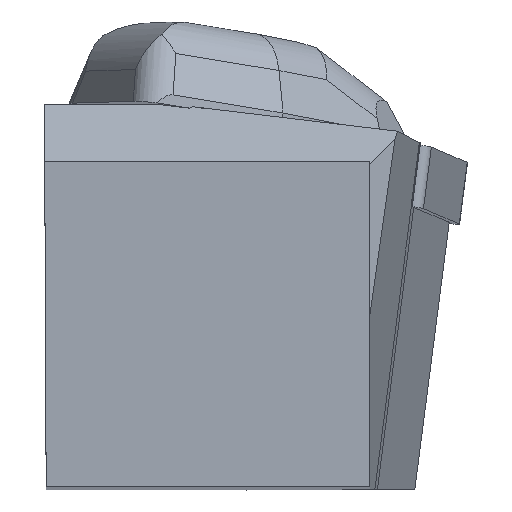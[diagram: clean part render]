
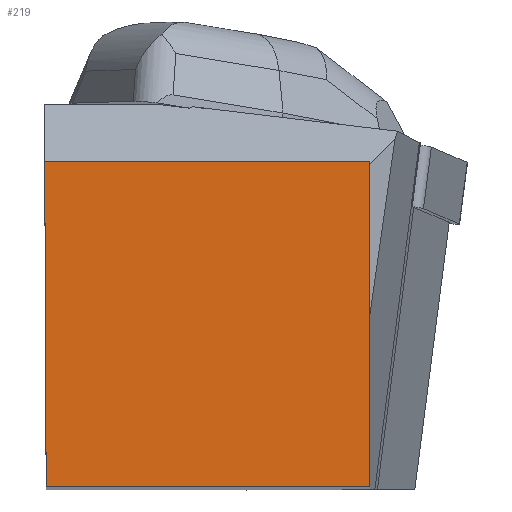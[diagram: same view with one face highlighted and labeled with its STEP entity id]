
A CAD part, top view. The second image highlights one B-rep face of the part: STEP entity #219.
In plain terms, the highlighted planar face has unit normal (0, 0, 1).
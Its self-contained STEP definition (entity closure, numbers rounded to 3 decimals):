
#152=FACE_OUTER_BOUND('',#620,.T.);
#219=ADVANCED_FACE('BLANK_BOXF006',(#152),#279,.F.);
#279=PLANE('',#1473);
#370=LINE('',#2137,#506);
#376=LINE('',#2148,#512);
#381=LINE('',#2162,#517);
#383=LINE('',#2166,#519);
#506=VECTOR('',#1692,1.);
#512=VECTOR('',#1700,1.);
#517=VECTOR('',#1717,1.);
#519=VECTOR('',#1721,1.);
#620=EDGE_LOOP('',(#812,#813,#814,#815));
#812=ORIENTED_EDGE('',*,*,#1235,.T.);
#813=ORIENTED_EDGE('',*,*,#1245,.T.);
#814=ORIENTED_EDGE('',*,*,#1243,.T.);
#815=ORIENTED_EDGE('',*,*,#1229,.T.);
#1090=VERTEX_POINT('',#2136);
#1091=VERTEX_POINT('',#2138);
#1094=VERTEX_POINT('',#2147);
#1098=VERTEX_POINT('',#2163);
#1229=EDGE_CURVE('',#1091,#1090,#370,.T.);
#1235=EDGE_CURVE('',#1090,#1094,#376,.T.);
#1243=EDGE_CURVE('',#1098,#1091,#381,.T.);
#1245=EDGE_CURVE('',#1094,#1098,#383,.T.);
#1473=AXIS2_PLACEMENT_3D('',#2167,#1722,#1723);
#1692=DIRECTION('',(1.,0.,0.));
#1700=DIRECTION('',(0.,1.,0.));
#1717=DIRECTION('',(0.004,-1.,0.));
#1721=DIRECTION('',(-1.,0.,0.));
#1722=DIRECTION('',(0.,0.,-1.));
#1723=DIRECTION('',(1.,0.,0.));
#2136=CARTESIAN_POINT('',(24.875,0.,0.));
#2137=CARTESIAN_POINT('',(-163.35,0.,0.));
#2138=CARTESIAN_POINT('',(0.109,0.,0.));
#2147=CARTESIAN_POINT('',(24.875,24.875,0.));
#2148=CARTESIAN_POINT('',(24.875,-163.35,0.));
#2162=CARTESIAN_POINT('',(-0.604,163.348,0.));
#2163=CARTESIAN_POINT('',(0.,24.875,0.));
#2166=CARTESIAN_POINT('',(163.35,24.875,0.));
#2167=CARTESIAN_POINT('',(44.35,-5.,0.));
